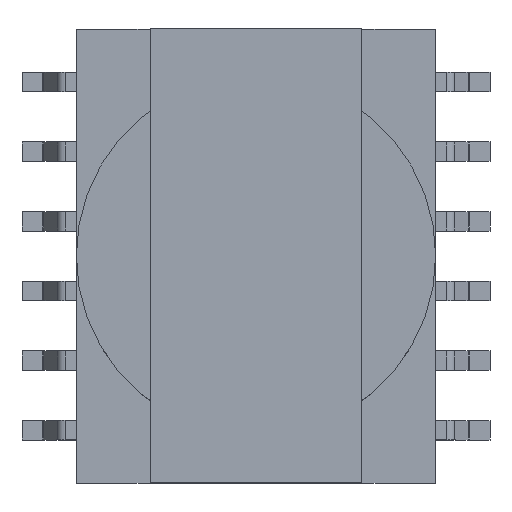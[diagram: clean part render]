
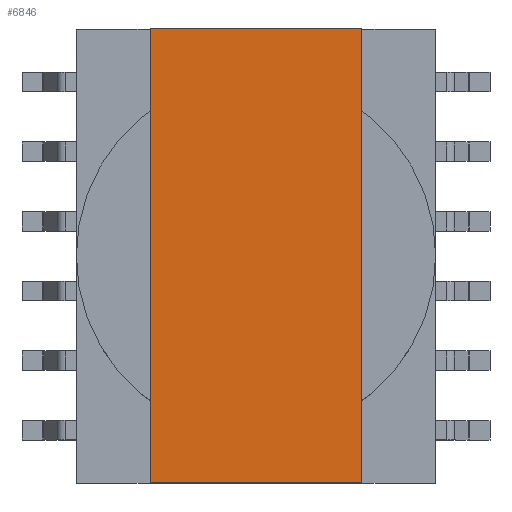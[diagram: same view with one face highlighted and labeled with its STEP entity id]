
A CAD part, top view. The second image highlights one B-rep face of the part: STEP entity #6846.
In plain terms, the highlighted free-form (B-spline) face has degree [1, 1] with [2, 2] control points.
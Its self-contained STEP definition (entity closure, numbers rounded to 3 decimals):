
#6807=CARTESIAN_POINT('',(-3.8,-8.15,7.4));
#6808=CARTESIAN_POINT('',(3.8,-8.15,7.4));
#6809=CARTESIAN_POINT('',(-3.8,8.15,7.4));
#6810=CARTESIAN_POINT('',(3.8,8.15,7.4));
#6811=B_SPLINE_SURFACE_WITH_KNOTS('',1,1,((#6807,#6809),(#6808,#6810)),.UNSPECIFIED.,.F.,.F.,.U.,(2,2),(2,2),(0.0,7.6),(0.0,16.3),.UNSPECIFIED.);
#6812=CARTESIAN_POINT('',(3.8,8.15,7.4));
#6813=VERTEX_POINT('',#6812);
#6814=CARTESIAN_POINT('',(3.8,-8.15,7.4));
#6815=VERTEX_POINT('',#6814);
#6816=CARTESIAN_POINT('',(3.8,8.15,7.4));
#6817=DIRECTION('',(0.0,-1.0,0.0));
#6818=VECTOR('',#6817,16.3);
#6819=LINE('',#6816,#6818);
#6820=EDGE_CURVE('',#6813,#6815,#6819,.T.);
#6821=ORIENTED_EDGE('',*,*,#6820,.F.);
#6822=CARTESIAN_POINT('',(-3.8,8.15,7.4));
#6823=VERTEX_POINT('',#6822);
#6824=CARTESIAN_POINT('',(-3.8,8.15,7.4));
#6825=DIRECTION('',(1.0,0.0,0.0));
#6826=VECTOR('',#6825,7.6);
#6827=LINE('',#6824,#6826);
#6828=EDGE_CURVE('',#6823,#6813,#6827,.T.);
#6829=ORIENTED_EDGE('',*,*,#6828,.F.);
#6830=CARTESIAN_POINT('',(-3.8,-8.15,7.4));
#6831=VERTEX_POINT('',#6830);
#6832=CARTESIAN_POINT('',(-3.8,-8.15,7.4));
#6833=DIRECTION('',(0.0,1.0,0.0));
#6834=VECTOR('',#6833,16.3);
#6835=LINE('',#6832,#6834);
#6836=EDGE_CURVE('',#6831,#6823,#6835,.T.);
#6837=ORIENTED_EDGE('',*,*,#6836,.F.);
#6838=CARTESIAN_POINT('',(3.8,-8.15,7.4));
#6839=DIRECTION('',(-1.0,0.0,0.0));
#6840=VECTOR('',#6839,7.6);
#6841=LINE('',#6838,#6840);
#6842=EDGE_CURVE('',#6815,#6831,#6841,.T.);
#6843=ORIENTED_EDGE('',*,*,#6842,.F.);
#6844=EDGE_LOOP('',(#6821,#6829,#6837,#6843));
#6845=FACE_OUTER_BOUND('',#6844,.T.);
#6846=ADVANCED_FACE('',(#6845),#6811,.T.);
